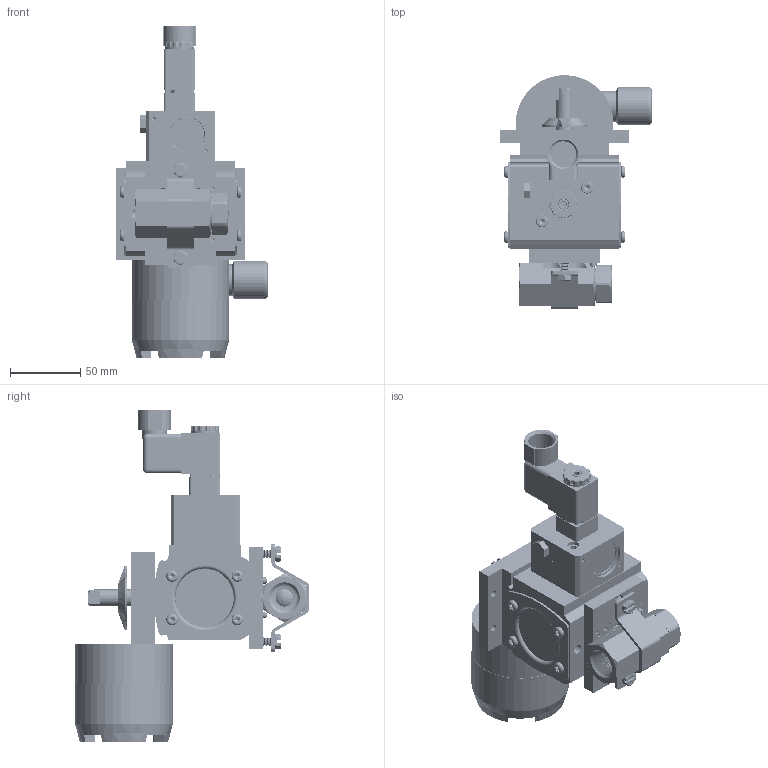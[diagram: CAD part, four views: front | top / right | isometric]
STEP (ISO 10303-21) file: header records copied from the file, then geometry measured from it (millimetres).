
FILE_DESCRIPTION (( 'STEP AP203' ), '1' );
FILE_NAME ('85MXXNA512DGPDCLS.step', '2018-09-04T13:12:00', ( '' ), ( '' ), 'SwSTEP 2.0', 'SolidWorks 2018', '' );
FILE_SCHEMA (( 'CONFIG_CONTROL_DESIGN' ));
Products named in the file (1): 85MXXNA512DGPDCLS
Bounding box: 107.71 x 166.09 x 235.76 mm (x, y, z)
Volume: 624361.6 mm3; surface area: 237518.3 mm2
Topology: 58 solids, 58 shells, 4626 faces, 11963 edges, 7407 vertices
Faces by surface type: cylinder 1946, cone 1429, plane 846, bspline 219, torus 176, sphere 10
Entity records: 221340 total; most frequent: CARTESIAN_POINT 112523, ORIENTED_EDGE 23526, DIRECTION 22798, EDGE_CURVE 11763, AXIS2_PLACEMENT_3D 9095, VERTEX_POINT 7403, EDGE_LOOP 4936, CIRCLE 4687
